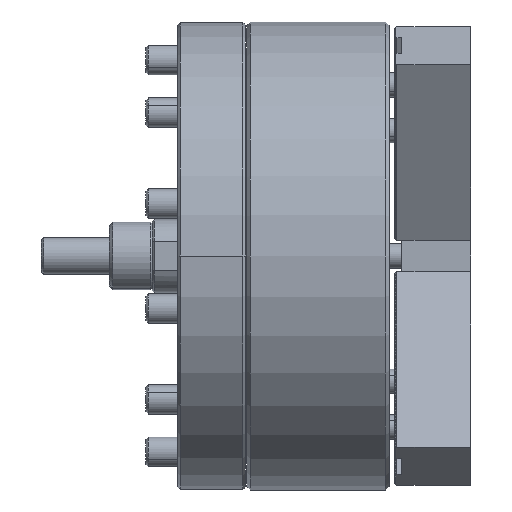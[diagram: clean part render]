
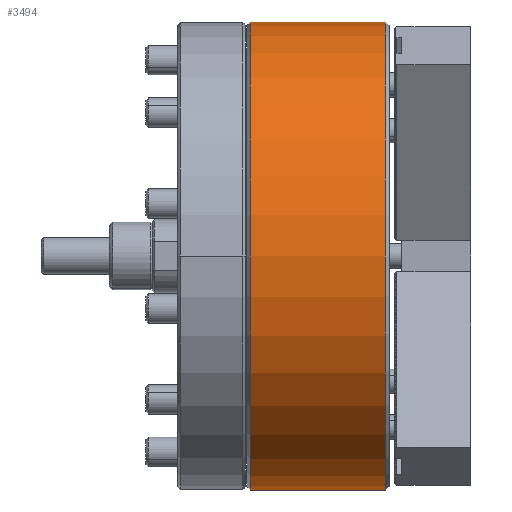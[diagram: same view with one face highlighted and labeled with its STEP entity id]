
A CAD part, front view. The second image highlights one B-rep face of the part: STEP entity #3494.
In plain terms, the highlighted cylindrical face has radius 190.5 mm (diameter 381 mm), a partial arc.
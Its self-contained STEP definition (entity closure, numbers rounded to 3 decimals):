
#9 = DIRECTION ( 'NONE',  ( 1., 0., 0. ) ) ;
#344 = VECTOR ( 'NONE', #41451, 1000. ) ;
#1245 = VECTOR ( 'NONE', #5236, 1000. ) ;
#1902 = ORIENTED_EDGE ( 'NONE', *, *, #30610, .F. ) ;
#3494 = ADVANCED_FACE ( 'NONE', ( #5015 ), #32120, .T. ) ;
#5015 = FACE_OUTER_BOUND ( 'NONE', #29994, .T. ) ;
#5236 = DIRECTION ( 'NONE',  ( 1., 0., 0. ) ) ;
#8486 = CARTESIAN_POINT ( 'NONE',  ( -3., 0., 0. ) ) ;
#9782 = LINE ( 'NONE', #16811, #344 ) ;
#11804 = LINE ( 'NONE', #29963, #1245 ) ;
#12022 = DIRECTION ( 'NONE',  ( 0., 0., -1. ) ) ;
#13682 = AXIS2_PLACEMENT_3D ( 'NONE', #21216, #9, #24771 ) ;
#14001 = VERTEX_POINT ( 'NONE', #22203 ) ;
#16811 = CARTESIAN_POINT ( 'NONE',  ( 0., 0., 190.5 ) ) ;
#19084 = VERTEX_POINT ( 'NONE', #25324 ) ;
#20438 = ORIENTED_EDGE ( 'NONE', *, *, #41384, .T. ) ;
#20801 = AXIS2_PLACEMENT_3D ( 'NONE', #8486, #33158, #12022 ) ;
#21041 = ORIENTED_EDGE ( 'NONE', *, *, #21219, .F. ) ;
#21216 = CARTESIAN_POINT ( 'NONE',  ( -113., 0., 0. ) ) ;
#21219 = EDGE_CURVE ( 'NONE', #26387, #19084, #22705, .T. ) ;
#22203 = CARTESIAN_POINT ( 'NONE',  ( -113., 0., 190.5 ) ) ;
#22705 = CIRCLE ( 'NONE', #20801, 190.5 ) ;
#24466 = AXIS2_PLACEMENT_3D ( 'NONE', #44580, #27029, #30563 ) ;
#24771 = DIRECTION ( 'NONE',  ( 0., 0., -1. ) ) ;
#25324 = CARTESIAN_POINT ( 'NONE',  ( -3., 0., -190.5 ) ) ;
#26387 = VERTEX_POINT ( 'NONE', #31751 ) ;
#26486 = CARTESIAN_POINT ( 'NONE',  ( -113., 0., -190.5 ) ) ;
#26703 = VERTEX_POINT ( 'NONE', #26486 ) ;
#26722 = ORIENTED_EDGE ( 'NONE', *, *, #29573, .T. ) ;
#27029 = DIRECTION ( 'NONE',  ( 1., 0., 0. ) ) ;
#29573 = EDGE_CURVE ( 'NONE', #14001, #26703, #41786, .T. ) ;
#29963 = CARTESIAN_POINT ( 'NONE',  ( 0., 0., -190.5 ) ) ;
#29994 = EDGE_LOOP ( 'NONE', ( #1902, #26722, #20438, #21041 ) ) ;
#30563 = DIRECTION ( 'NONE',  ( 0., 0., -1. ) ) ;
#30610 = EDGE_CURVE ( 'NONE', #14001, #26387, #9782, .T. ) ;
#31751 = CARTESIAN_POINT ( 'NONE',  ( -3., 0., 190.5 ) ) ;
#32120 = CYLINDRICAL_SURFACE ( 'NONE', #24466, 190.5 ) ;
#33158 = DIRECTION ( 'NONE',  ( 1., 0., 0. ) ) ;
#41384 = EDGE_CURVE ( 'NONE', #26703, #19084, #11804, .T. ) ;
#41451 = DIRECTION ( 'NONE',  ( 1., 0., 0. ) ) ;
#41786 = CIRCLE ( 'NONE', #13682, 190.5 ) ;
#44580 = CARTESIAN_POINT ( 'NONE',  ( 0., 0., 0. ) ) ;
